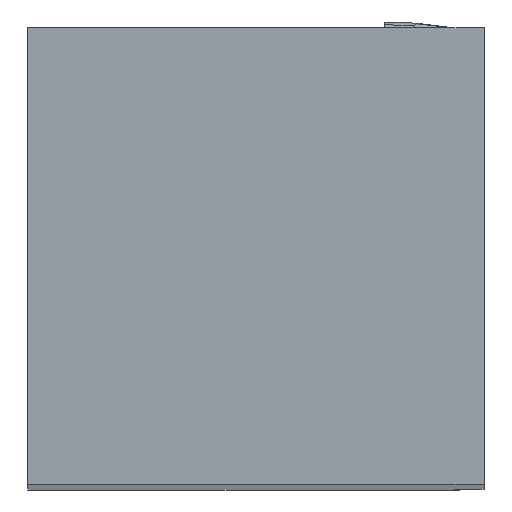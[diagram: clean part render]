
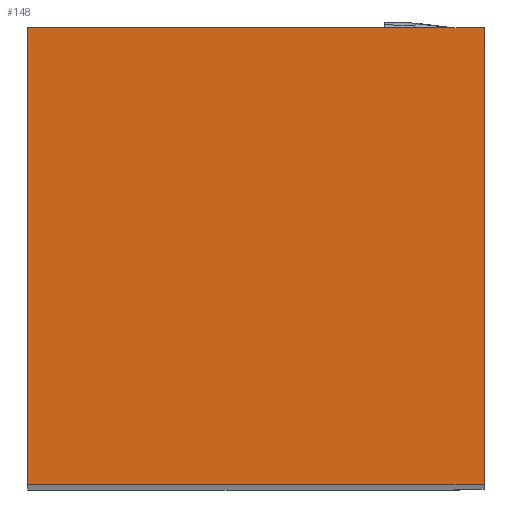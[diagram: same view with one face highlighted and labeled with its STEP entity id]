
A CAD part, top view. The second image highlights one B-rep face of the part: STEP entity #148.
In plain terms, the highlighted planar face has unit normal (0, 0, 1).
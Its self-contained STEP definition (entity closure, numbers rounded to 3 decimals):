
#148=ADVANCED_FACE('',(#219),#188,.T.);
#188=PLANE('',#897);
#219=FACE_OUTER_BOUND('',#252,.T.);
#252=EDGE_LOOP('',(#337,#338,#339,#340));
#337=ORIENTED_EDGE('',*,*,#579,.T.);
#338=ORIENTED_EDGE('',*,*,#583,.F.);
#339=ORIENTED_EDGE('',*,*,#582,.F.);
#340=ORIENTED_EDGE('',*,*,#569,.T.);
#499=VERTEX_POINT('',#1197);
#501=VERTEX_POINT('',#1201);
#507=VERTEX_POINT('',#1220);
#508=VERTEX_POINT('',#1225);
#569=EDGE_CURVE('',#499,#501,#667,.T.);
#579=EDGE_CURVE('',#501,#507,#677,.T.);
#582=EDGE_CURVE('',#499,#508,#680,.T.);
#583=EDGE_CURVE('',#508,#507,#681,.T.);
#667=LINE('',#1202,#747);
#677=LINE('',#1221,#757);
#680=LINE('',#1226,#760);
#681=LINE('',#1228,#761);
#747=VECTOR('',#978,1.);
#757=VECTOR('',#994,1.);
#760=VECTOR('',#999,1.);
#761=VECTOR('',#1002,1.);
#897=AXIS2_PLACEMENT_3D('',#1230,#1005,#1006);
#978=DIRECTION('',(0.,1.,0.));
#994=DIRECTION('',(-1.,0.,0.));
#999=DIRECTION('',(-1.,0.,0.));
#1002=DIRECTION('',(0.,1.,0.));
#1005=DIRECTION('',(0.,0.,1.));
#1006=DIRECTION('',(-1.,0.,0.));
#1197=CARTESIAN_POINT('',(15.875,0.,0.));
#1201=CARTESIAN_POINT('',(15.875,15.875,0.));
#1202=CARTESIAN_POINT('',(15.875,0.,0.));
#1220=CARTESIAN_POINT('',(0.,15.875,0.));
#1221=CARTESIAN_POINT('',(15.875,15.875,0.));
#1225=CARTESIAN_POINT('',(0.,0.,0.));
#1226=CARTESIAN_POINT('',(15.875,0.,0.));
#1228=CARTESIAN_POINT('',(0.,0.,0.));
#1230=CARTESIAN_POINT('',(15.875,0.,0.));
